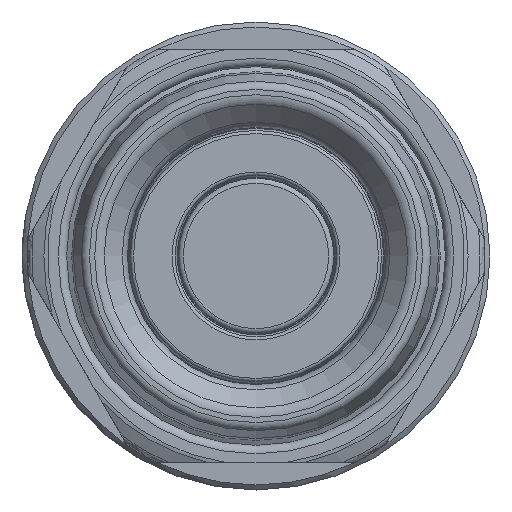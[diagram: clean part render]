
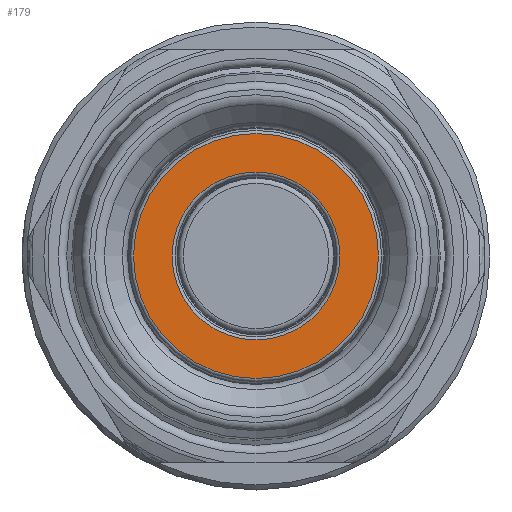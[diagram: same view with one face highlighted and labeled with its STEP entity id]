
A CAD part, left-side view. The second image highlights one B-rep face of the part: STEP entity #179.
In plain terms, the highlighted planar face has unit normal (-1, 0, 0).
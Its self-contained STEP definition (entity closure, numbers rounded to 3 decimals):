
#152=CARTESIAN_POINT('',(40.046,0.,0.));
#153=DIRECTION('',(0.,-0.924,0.382));
#154=DIRECTION('',(1.,0.,0.));
#155=AXIS2_PLACEMENT_3D('',#152,#154,#153);
#156=PLANE('',#155);
#157=CARTESIAN_POINT('',(40.046,0.,7.275));
#158=VERTEX_POINT('',#157);
#159=CARTESIAN_POINT('',(40.046,0.,0.));
#160=DIRECTION('',(0.,0.,1.));
#161=DIRECTION('',(1.,0.,0.));
#162=AXIS2_PLACEMENT_3D('',#159,#161,#160);
#163=CIRCLE('',#162,7.275);
#164=EDGE_CURVE('',#158,#158,#163,.T.);
#165=ORIENTED_EDGE('E4059',*,*,#164,.T.);
#166=EDGE_LOOP('',(#165));
#167=FACE_OUTER_BOUND('',#166,.F.);
#168=CARTESIAN_POINT('',(40.046,0.,4.985));
#169=VERTEX_POINT('',#168);
#170=CARTESIAN_POINT('',(40.046,0.,0.));
#171=DIRECTION('',(0.,0.,1.));
#172=DIRECTION('',(-1.,0.,0.));
#173=AXIS2_PLACEMENT_3D('',#170,#172,#171);
#174=CIRCLE('',#173,4.985);
#175=EDGE_CURVE('',#169,#169,#174,.T.);
#176=ORIENTED_EDGE('E4061',*,*,#175,.T.);
#177=EDGE_LOOP('',(#176));
#178=FACE_BOUND('',#177,.F.);
#179=ADVANCED_FACE('F1553',(#167,#178),#156,.F.);
